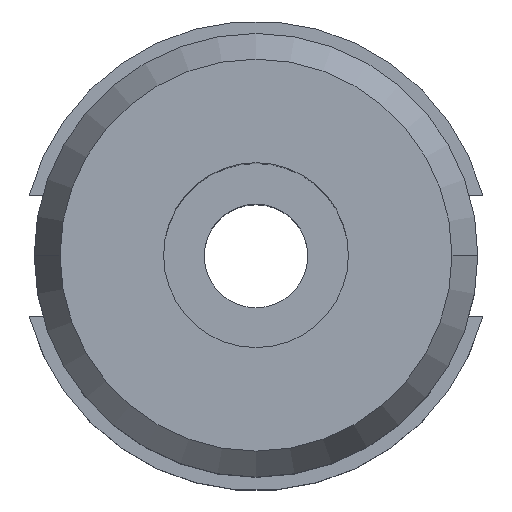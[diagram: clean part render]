
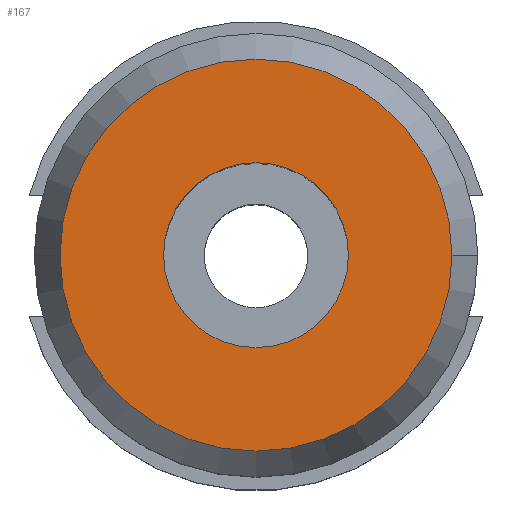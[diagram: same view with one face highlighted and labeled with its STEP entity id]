
A CAD part, top view. The second image highlights one B-rep face of the part: STEP entity #167.
In plain terms, the highlighted planar face has unit normal (0, 0, 1).
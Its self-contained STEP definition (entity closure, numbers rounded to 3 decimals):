
#73 = VERTEX_POINT ( 'NONE', #854 ) ;
#81 = CIRCLE ( 'NONE', #1183, 12.5 ) ;
#101 = CARTESIAN_POINT ( 'NONE',  ( 26.5, 0., 76.2 ) ) ;
#115 = AXIS2_PLACEMENT_3D ( 'NONE', #1585, #777, #1709 ) ;
#121 = DIRECTION ( 'NONE',  ( 0., 0., -1. ) ) ;
#167 = ADVANCED_FACE ( 'NONE', ( #1127, #719 ), #1465, .T. ) ;
#243 = EDGE_CURVE ( 'NONE', #524, #1676, #1660, .T. ) ;
#266 = CARTESIAN_POINT ( 'NONE',  ( 0., 0., 76.2 ) ) ;
#383 = AXIS2_PLACEMENT_3D ( 'NONE', #947, #121, #1088 ) ;
#424 = AXIS2_PLACEMENT_3D ( 'NONE', #266, #537, #938 ) ;
#524 = VERTEX_POINT ( 'NONE', #1015 ) ;
#535 = DIRECTION ( 'NONE',  ( 1., 0., 0. ) ) ;
#537 = DIRECTION ( 'NONE',  ( 0., 0., -1. ) ) ;
#549 = EDGE_CURVE ( 'NONE', #1126, #73, #81, .T. ) ;
#596 = DIRECTION ( 'NONE',  ( -1., 0., 0. ) ) ;
#719 = FACE_OUTER_BOUND ( 'NONE', #1274, .T. ) ;
#728 = CARTESIAN_POINT ( 'NONE',  ( 0., 0., 76.2 ) ) ;
#777 = DIRECTION ( 'NONE',  ( 0., 0., -1. ) ) ;
#854 = CARTESIAN_POINT ( 'NONE',  ( 12.5, 0., 76.2 ) ) ;
#860 = CIRCLE ( 'NONE', #383, 26.5 ) ;
#938 = DIRECTION ( 'NONE',  ( -1., 0., 0. ) ) ;
#947 = CARTESIAN_POINT ( 'NONE',  ( 0., 0., 76.2 ) ) ;
#1015 = CARTESIAN_POINT ( 'NONE',  ( -26.5, 0., 76.2 ) ) ;
#1029 = ORIENTED_EDGE ( 'NONE', *, *, #549, .T. ) ;
#1060 = CIRCLE ( 'NONE', #424, 12.5 ) ;
#1088 = DIRECTION ( 'NONE',  ( -1., 0., 0. ) ) ;
#1126 = VERTEX_POINT ( 'NONE', #1534 ) ;
#1127 = FACE_BOUND ( 'NONE', #1620, .T. ) ;
#1150 = ORIENTED_EDGE ( 'NONE', *, *, #1749, .F. ) ;
#1183 = AXIS2_PLACEMENT_3D ( 'NONE', #728, #1529, #596 ) ;
#1227 = ORIENTED_EDGE ( 'NONE', *, *, #1276, .T. ) ;
#1274 = EDGE_LOOP ( 'NONE', ( #1604, #1150 ) ) ;
#1276 = EDGE_CURVE ( 'NONE', #73, #1126, #1060, .T. ) ;
#1465 = PLANE ( 'NONE',  #1690 ) ;
#1471 = DIRECTION ( 'NONE',  ( 0., 0., 1. ) ) ;
#1529 = DIRECTION ( 'NONE',  ( 0., 0., -1. ) ) ;
#1534 = CARTESIAN_POINT ( 'NONE',  ( -12.5, 0., 76.2 ) ) ;
#1585 = CARTESIAN_POINT ( 'NONE',  ( 0., 0., 76.2 ) ) ;
#1604 = ORIENTED_EDGE ( 'NONE', *, *, #243, .F. ) ;
#1610 = CARTESIAN_POINT ( 'NONE',  ( 0., 26.5, 76.2 ) ) ;
#1620 = EDGE_LOOP ( 'NONE', ( #1029, #1227 ) ) ;
#1660 = CIRCLE ( 'NONE', #115, 26.5 ) ;
#1676 = VERTEX_POINT ( 'NONE', #101 ) ;
#1690 = AXIS2_PLACEMENT_3D ( 'NONE', #1610, #1471, #535 ) ;
#1709 = DIRECTION ( 'NONE',  ( -1., 0., 0. ) ) ;
#1749 = EDGE_CURVE ( 'NONE', #1676, #524, #860, .T. ) ;
